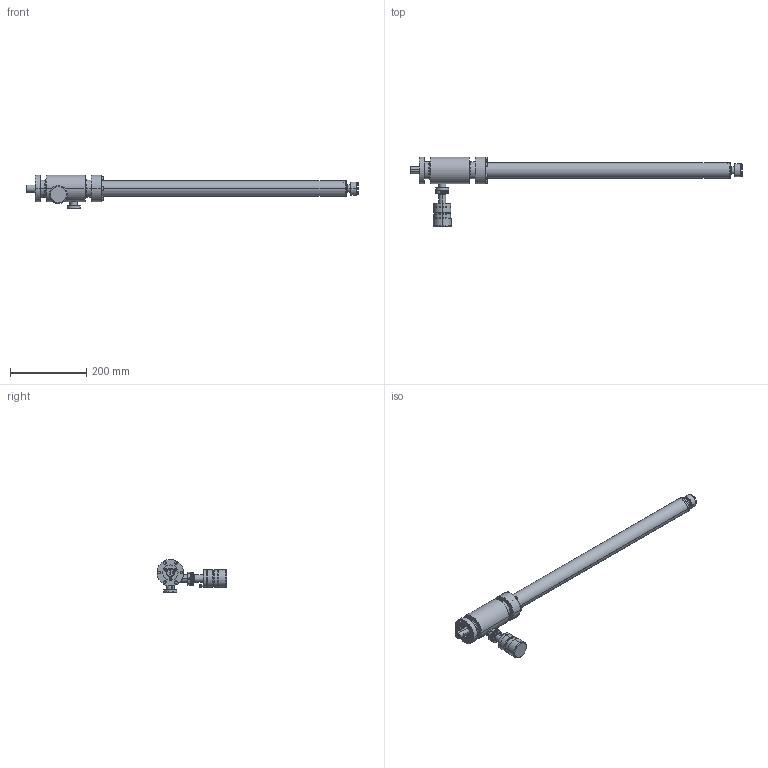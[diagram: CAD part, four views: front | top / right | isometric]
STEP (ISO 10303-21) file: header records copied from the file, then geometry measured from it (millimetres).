
FILE_DESCRIPTION((''),'2;1');
FILE_NAME('ZLRP206','2017-05-23T',('gavin.marshall'),(''),'CREO PARAMETRIC BY PTC INC, 2015080','CREO PARAMETRIC BY PTC INC, 2015080','');
FILE_SCHEMA(('AUTOMOTIVE_DESIGN { 1 0 10303 214 1 1 1 1 }'));
Length unit declared in the file: millimetre
Products named in the file (1): ZLRP206
Bounding box: 871.5 x 183.48 x 88 mm (x, y, z)
Volume: 596972.8 mm3; surface area: 384955.4 mm2
Topology: 3 solids, 10 shells, 744 faces, 1674 edges, 1029 vertices
Faces by surface type: plane 305, cylinder 294, cone 118, torus 27
Entity records: 21524 total; most frequent: DIRECTION 3924, CARTESIAN_POINT 3902, ORIENTED_EDGE 3288, EDGE_CURVE 1644, AXIS2_PLACEMENT_3D 1566, VERTEX_POINT 1029, EDGE_LOOP 919, CIRCLE 822
